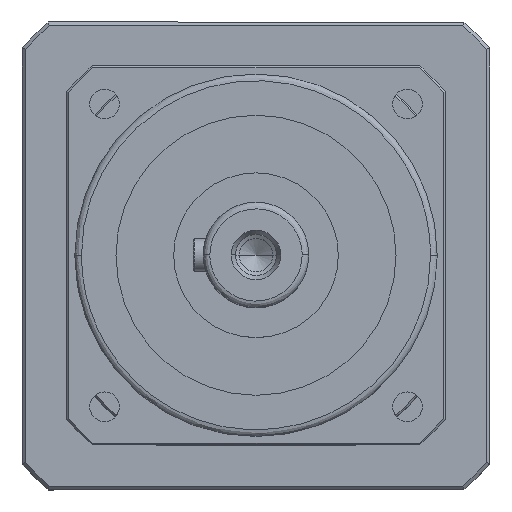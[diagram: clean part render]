
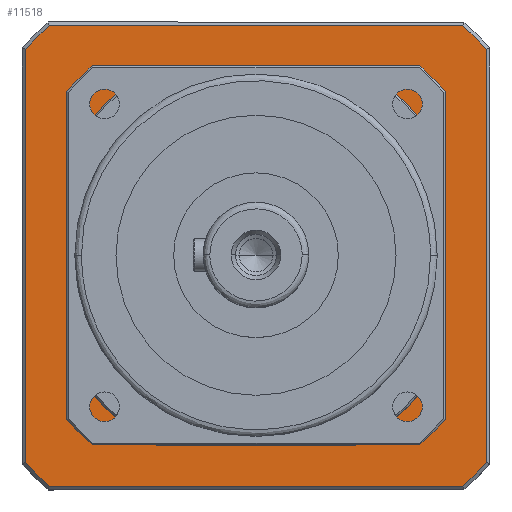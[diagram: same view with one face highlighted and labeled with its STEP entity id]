
A CAD part, top view. The second image highlights one B-rep face of the part: STEP entity #11518.
In plain terms, the highlighted face is planar.
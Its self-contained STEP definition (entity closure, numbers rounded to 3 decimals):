
#45 = EDGE_LOOP ( 'NONE', ( #3830, #6726, #13043, #8710, #6203, #2729, #7215, #6650 ) ) ;
#143 = VERTEX_POINT ( 'NONE', #7382 ) ;
#192 = EDGE_CURVE ( 'NONE', #143, #7393, #8029, .T. ) ;
#600 = EDGE_CURVE ( 'NONE', #10722, #13954, #4606, .T. ) ;
#602 = AXIS2_PLACEMENT_3D ( 'NONE', #14182, #14115, #14075 ) ;
#802 = AXIS2_PLACEMENT_3D ( 'NONE', #10510, #3729, #11577 ) ;
#819 = AXIS2_PLACEMENT_3D ( 'NONE', #9519, #9502, #9465 ) ;
#933 = AXIS2_PLACEMENT_3D ( 'NONE', #2115, #2544, #2562 ) ;
#975 = DIRECTION ( 'NONE',  ( 0., -1., 0. ) ) ;
#995 = EDGE_CURVE ( 'NONE', #1297, #9609, #12095, .T. ) ;
#1162 = CARTESIAN_POINT ( 'NONE',  ( 0., 0., 5. ) ) ;
#1176 = AXIS2_PLACEMENT_3D ( 'NONE', #2031, #2028, #2015 ) ;
#1223 = CIRCLE ( 'NONE', #1176, 94. ) ;
#1297 = VERTEX_POINT ( 'NONE', #11172 ) ;
#1345 = DIRECTION ( 'NONE',  ( 1., 0., 0. ) ) ;
#1371 = CARTESIAN_POINT ( 'NONE',  ( -70., 31.559, 5. ) ) ;
#1450 = CARTESIAN_POINT ( 'NONE',  ( 62.738, -70., 5. ) ) ;
#1750 = EDGE_CURVE ( 'NONE', #14203, #7393, #3278, .T. ) ;
#1805 = VERTEX_POINT ( 'NONE', #7314 ) ;
#1976 = EDGE_CURVE ( 'NONE', #1297, #12472, #3793, .T. ) ;
#1989 = AXIS2_PLACEMENT_3D ( 'NONE', #9747, #2885, #10782 ) ;
#2015 = DIRECTION ( 'NONE',  ( 0., -1., 0. ) ) ;
#2028 = DIRECTION ( 'NONE',  ( 0., 0., 1. ) ) ;
#2031 = CARTESIAN_POINT ( 'NONE',  ( 0., 0., 5. ) ) ;
#2077 = EDGE_CURVE ( 'NONE', #13954, #2887, #8997, .T. ) ;
#2102 = VECTOR ( 'NONE', #975, 1000. ) ;
#2115 = CARTESIAN_POINT ( 'NONE',  ( 0., 0., 5. ) ) ;
#2544 = DIRECTION ( 'NONE',  ( 0., 0., -1. ) ) ;
#2562 = DIRECTION ( 'NONE',  ( 1., 0., 0. ) ) ;
#2661 = CARTESIAN_POINT ( 'NONE',  ( -30.311, -57.5, 5. ) ) ;
#2729 = ORIENTED_EDGE ( 'NONE', *, *, #6128, .F. ) ;
#2885 = DIRECTION ( 'NONE',  ( 0., 0., 1. ) ) ;
#2887 = VERTEX_POINT ( 'NONE', #9616 ) ;
#3278 = CIRCLE ( 'NONE', #933, 65. ) ;
#3504 = DIRECTION ( 'NONE',  ( 0., -1., 0. ) ) ;
#3550 = EDGE_CURVE ( 'NONE', #5261, #11620, #3789, .T. ) ;
#3654 = VERTEX_POINT ( 'NONE', #8073 ) ;
#3729 = DIRECTION ( 'NONE',  ( 0., 0., -1. ) ) ;
#3789 = CIRCLE ( 'NONE', #819, 94. ) ;
#3793 = LINE ( 'NONE', #11556, #9550 ) ;
#3822 = CIRCLE ( 'NONE', #802, 65. ) ;
#3830 = ORIENTED_EDGE ( 'NONE', *, *, #8946, .F. ) ;
#3863 = CARTESIAN_POINT ( 'NONE',  ( 57.5, 30.311, 5. ) ) ;
#4008 = CARTESIAN_POINT ( 'NONE',  ( 30.311, -57.5, 5. ) ) ;
#4148 = CARTESIAN_POINT ( 'NONE',  ( -30.311, 57.5, 5. ) ) ;
#4166 = CARTESIAN_POINT ( 'NONE',  ( 70., -31.559, 5. ) ) ;
#4223 = CARTESIAN_POINT ( 'NONE',  ( 30.311, -57.5, 5. ) ) ;
#4386 = VECTOR ( 'NONE', #12566, 1000. ) ;
#4447 = DIRECTION ( 'NONE',  ( 1., 0., 0. ) ) ;
#4482 = DIRECTION ( 'NONE',  ( 0., 0., -1. ) ) ;
#4507 = DIRECTION ( 'NONE',  ( 0., -1., 0. ) ) ;
#4515 = CARTESIAN_POINT ( 'NONE',  ( 0., 0., 5. ) ) ;
#4606 = LINE ( 'NONE', #13235, #4386 ) ;
#4980 = ORIENTED_EDGE ( 'NONE', *, *, #995, .F. ) ;
#5003 = ORIENTED_EDGE ( 'NONE', *, *, #13022, .T. ) ;
#5172 = DIRECTION ( 'NONE',  ( 1., 0., 0. ) ) ;
#5261 = VERTEX_POINT ( 'NONE', #9301 ) ;
#5321 = CIRCLE ( 'NONE', #602, 94. ) ;
#5473 = ORIENTED_EDGE ( 'NONE', *, *, #192, .T. ) ;
#5761 = CARTESIAN_POINT ( 'NONE',  ( 0., -70., 5. ) ) ;
#5884 = DIRECTION ( 'NONE',  ( 0., 0., 1. ) ) ;
#5960 = CARTESIAN_POINT ( 'NONE',  ( 0., 0., 5. ) ) ;
#6116 = EDGE_LOOP ( 'NONE', ( #5003, #4980, #12420, #12309, #13714, #10364, #5473, #6672 ) ) ;
#6128 = EDGE_CURVE ( 'NONE', #13272, #3654, #1223, .T. ) ;
#6203 = ORIENTED_EDGE ( 'NONE', *, *, #12186, .F. ) ;
#6308 = FACE_BOUND ( 'NONE', #6116, .T. ) ;
#6390 = DIRECTION ( 'NONE',  ( -1., 0., 0. ) ) ;
#6412 = DIRECTION ( 'NONE',  ( 0., 1., 0. ) ) ;
#6414 = VERTEX_POINT ( 'NONE', #4008 ) ;
#6650 = ORIENTED_EDGE ( 'NONE', *, *, #3550, .F. ) ;
#6672 = ORIENTED_EDGE ( 'NONE', *, *, #1750, .F. ) ;
#6684 = CARTESIAN_POINT ( 'NONE',  ( 57.5, 30.311, 5. ) ) ;
#6696 = DIRECTION ( 'NONE',  ( 0., 1., 0. ) ) ;
#6726 = ORIENTED_EDGE ( 'NONE', *, *, #2077, .F. ) ;
#6778 = DIRECTION ( 'NONE',  ( 0., 0., -1. ) ) ;
#7215 = ORIENTED_EDGE ( 'NONE', *, *, #7843, .F. ) ;
#7302 = CIRCLE ( 'NONE', #11995, 65. ) ;
#7314 = CARTESIAN_POINT ( 'NONE',  ( 70., 62.738, 5. ) ) ;
#7382 = CARTESIAN_POINT ( 'NONE',  ( 57.5, -30.311, 5. ) ) ;
#7393 = VERTEX_POINT ( 'NONE', #3863 ) ;
#7403 = PLANE ( 'NONE',  #1989 ) ;
#7549 = EDGE_CURVE ( 'NONE', #143, #6414, #7302, .T. ) ;
#7647 = CARTESIAN_POINT ( 'NONE',  ( -62.738, -70., 5. ) ) ;
#7843 = EDGE_CURVE ( 'NONE', #11620, #13272, #7994, .T. ) ;
#7994 = LINE ( 'NONE', #5761, #10899 ) ;
#8029 = LINE ( 'NONE', #6684, #8166 ) ;
#8073 = CARTESIAN_POINT ( 'NONE',  ( 70., -62.738, 5. ) ) ;
#8119 = LINE ( 'NONE', #4166, #13959 ) ;
#8166 = VECTOR ( 'NONE', #6696, 1000. ) ;
#8168 = LINE ( 'NONE', #1371, #2102 ) ;
#8193 = EDGE_CURVE ( 'NONE', #1805, #10722, #5321, .T. ) ;
#8710 = ORIENTED_EDGE ( 'NONE', *, *, #8193, .F. ) ;
#8946 = EDGE_CURVE ( 'NONE', #2887, #5261, #8168, .T. ) ;
#8997 = CIRCLE ( 'NONE', #13064, 94. ) ;
#9161 = LINE ( 'NONE', #11873, #12003 ) ;
#9301 = CARTESIAN_POINT ( 'NONE',  ( -70., -62.738, 5. ) ) ;
#9465 = DIRECTION ( 'NONE',  ( 0., -1., 0. ) ) ;
#9502 = DIRECTION ( 'NONE',  ( 0., 0., 1. ) ) ;
#9519 = CARTESIAN_POINT ( 'NONE',  ( 0., 0., 5. ) ) ;
#9550 = VECTOR ( 'NONE', #3504, 1000. ) ;
#9557 = VECTOR ( 'NONE', #12049, 1000. ) ;
#9609 = VERTEX_POINT ( 'NONE', #4148 ) ;
#9616 = CARTESIAN_POINT ( 'NONE',  ( -70., 62.738, 5. ) ) ;
#9747 = CARTESIAN_POINT ( 'NONE',  ( 0., 0., 5. ) ) ;
#10364 = ORIENTED_EDGE ( 'NONE', *, *, #7549, .F. ) ;
#10510 = CARTESIAN_POINT ( 'NONE',  ( 0., 0., 5. ) ) ;
#10722 = VERTEX_POINT ( 'NONE', #12526 ) ;
#10782 = DIRECTION ( 'NONE',  ( 1., 0., 0. ) ) ;
#10899 = VECTOR ( 'NONE', #5172, 1000. ) ;
#11080 = CARTESIAN_POINT ( 'NONE',  ( -57.5, -30.311, 5. ) ) ;
#11172 = CARTESIAN_POINT ( 'NONE',  ( -57.5, 30.311, 5. ) ) ;
#11365 = EDGE_CURVE ( 'NONE', #13398, #12472, #3822, .T. ) ;
#11495 = CARTESIAN_POINT ( 'NONE',  ( -62.738, 70., 5. ) ) ;
#11518 = ADVANCED_FACE ( 'NONE', ( #12228, #6308 ), #7403, .F. ) ;
#11556 = CARTESIAN_POINT ( 'NONE',  ( -57.5, -30.311, 5. ) ) ;
#11577 = DIRECTION ( 'NONE',  ( 1., 0., 0. ) ) ;
#11620 = VERTEX_POINT ( 'NONE', #7647 ) ;
#11643 = EDGE_CURVE ( 'NONE', #13398, #6414, #12400, .T. ) ;
#11873 = CARTESIAN_POINT ( 'NONE',  ( -30.311, 57.5, 5. ) ) ;
#11879 = CARTESIAN_POINT ( 'NONE',  ( 30.311, 57.5, 5. ) ) ;
#11995 = AXIS2_PLACEMENT_3D ( 'NONE', #1162, #6778, #1345 ) ;
#12003 = VECTOR ( 'NONE', #6390, 1000. ) ;
#12048 = AXIS2_PLACEMENT_3D ( 'NONE', #4515, #4482, #4447 ) ;
#12049 = DIRECTION ( 'NONE',  ( 1., 0., 0. ) ) ;
#12095 = CIRCLE ( 'NONE', #12048, 65. ) ;
#12186 = EDGE_CURVE ( 'NONE', #3654, #1805, #8119, .T. ) ;
#12228 = FACE_OUTER_BOUND ( 'NONE', #45, .T. ) ;
#12309 = ORIENTED_EDGE ( 'NONE', *, *, #11365, .F. ) ;
#12400 = LINE ( 'NONE', #4223, #9557 ) ;
#12420 = ORIENTED_EDGE ( 'NONE', *, *, #1976, .T. ) ;
#12472 = VERTEX_POINT ( 'NONE', #11080 ) ;
#12526 = CARTESIAN_POINT ( 'NONE',  ( 62.738, 70., 5. ) ) ;
#12566 = DIRECTION ( 'NONE',  ( -1., 0., 0. ) ) ;
#13022 = EDGE_CURVE ( 'NONE', #14203, #9609, #9161, .T. ) ;
#13043 = ORIENTED_EDGE ( 'NONE', *, *, #600, .F. ) ;
#13064 = AXIS2_PLACEMENT_3D ( 'NONE', #5960, #5884, #4507 ) ;
#13235 = CARTESIAN_POINT ( 'NONE',  ( 0., 70., 5. ) ) ;
#13272 = VERTEX_POINT ( 'NONE', #1450 ) ;
#13398 = VERTEX_POINT ( 'NONE', #2661 ) ;
#13714 = ORIENTED_EDGE ( 'NONE', *, *, #11643, .T. ) ;
#13954 = VERTEX_POINT ( 'NONE', #11495 ) ;
#13959 = VECTOR ( 'NONE', #6412, 1000. ) ;
#14075 = DIRECTION ( 'NONE',  ( 0., -1., 0. ) ) ;
#14115 = DIRECTION ( 'NONE',  ( 0., 0., 1. ) ) ;
#14182 = CARTESIAN_POINT ( 'NONE',  ( 0., 0., 5. ) ) ;
#14203 = VERTEX_POINT ( 'NONE', #11879 ) ;
